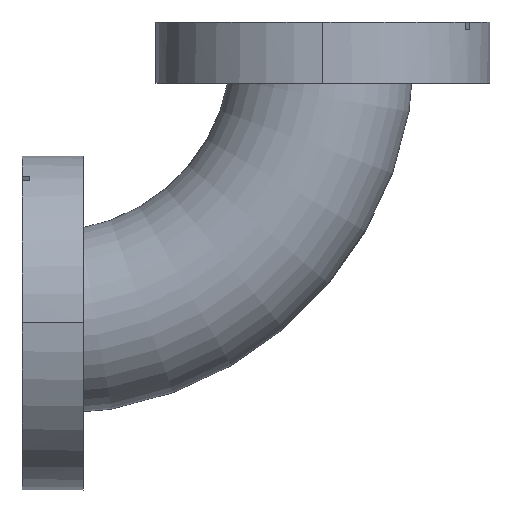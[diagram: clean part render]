
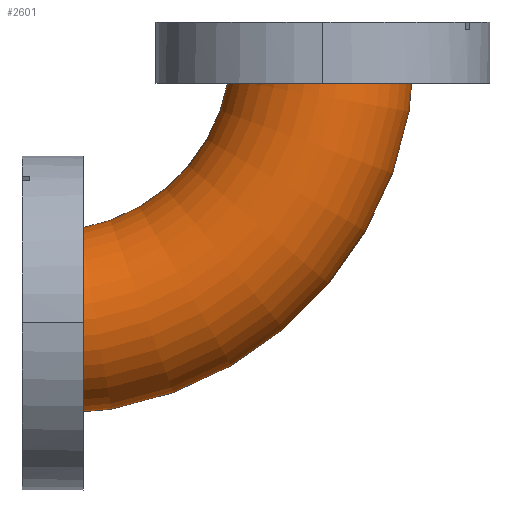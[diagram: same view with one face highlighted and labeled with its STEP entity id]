
A CAD part, top view. The second image highlights one B-rep face of the part: STEP entity #2601.
In plain terms, the highlighted toroidal (fillet/blend) face has major radius 57.15 mm and minor radius 19.05 mm.
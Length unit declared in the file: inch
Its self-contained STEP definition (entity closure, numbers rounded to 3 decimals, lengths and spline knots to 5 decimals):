
#12 = DIRECTION ( 'NONE',  ( 0., 0., -1. ) ) ;
#39 = TOROIDAL_SURFACE ( 'NONE', #2524, 2.25, 0.75 ) ;
#58 = CARTESIAN_POINT ( 'NONE',  ( 0., 0., 0. ) ) ;
#138 = DIRECTION ( 'NONE',  ( 1., 0., 0. ) ) ;
#188 = EDGE_CURVE ( 'NONE', #1504, #1281, #2527, .T. ) ;
#248 = AXIS2_PLACEMENT_3D ( 'NONE', #1986, #1772, #2175 ) ;
#265 = ORIENTED_EDGE ( 'NONE', *, *, #1755, .F. ) ;
#358 = DIRECTION ( 'NONE',  ( -1., 0., 0. ) ) ;
#467 = CARTESIAN_POINT ( 'NONE',  ( 0.75, 0., 0. ) ) ;
#665 = AXIS2_PLACEMENT_3D ( 'NONE', #1501, #2083, #1709 ) ;
#759 = DIRECTION ( 'NONE',  ( 0., 0., 1. ) ) ;
#866 = VERTEX_POINT ( 'NONE', #868 ) ;
#868 = CARTESIAN_POINT ( 'NONE',  ( 2.25, 0., -1.5 ) ) ;
#1044 = AXIS2_PLACEMENT_3D ( 'NONE', #2375, #358, #759 ) ;
#1193 = ORIENTED_EDGE ( 'NONE', *, *, #2061, .T. ) ;
#1228 = CARTESIAN_POINT ( 'NONE',  ( 2.25, 0., -3. ) ) ;
#1250 = CIRCLE ( 'NONE', #248, 3. ) ;
#1281 = VERTEX_POINT ( 'NONE', #467 ) ;
#1294 = ORIENTED_EDGE ( 'NONE', *, *, #1408, .T. ) ;
#1408 = EDGE_CURVE ( 'NONE', #1615, #866, #2481, .T. ) ;
#1428 = CARTESIAN_POINT ( 'NONE',  ( -0.75, 0., 0. ) ) ;
#1501 = CARTESIAN_POINT ( 'NONE',  ( 2.25, 0., 0. ) ) ;
#1504 = VERTEX_POINT ( 'NONE', #1428 ) ;
#1587 = EDGE_LOOP ( 'NONE', ( #2491, #1193, #1294, #265 ) ) ;
#1615 = VERTEX_POINT ( 'NONE', #1228 ) ;
#1637 = DIRECTION ( 'NONE',  ( 0., -1., 0. ) ) ;
#1709 = DIRECTION ( 'NONE',  ( 0., 0., -1. ) ) ;
#1710 = CIRCLE ( 'NONE', #665, 1.5 ) ;
#1755 = EDGE_CURVE ( 'NONE', #1281, #866, #1710, .T. ) ;
#1772 = DIRECTION ( 'NONE',  ( 0., -1., 0. ) ) ;
#1986 = CARTESIAN_POINT ( 'NONE',  ( 2.25, 0., 0. ) ) ;
#2019 = FACE_OUTER_BOUND ( 'NONE', #1587, .T. ) ;
#2061 = EDGE_CURVE ( 'NONE', #1504, #1615, #1250, .T. ) ;
#2083 = DIRECTION ( 'NONE',  ( 0., -1., 0. ) ) ;
#2147 = AXIS2_PLACEMENT_3D ( 'NONE', #58, #2380, #138 ) ;
#2175 = DIRECTION ( 'NONE',  ( 0., 0., -1. ) ) ;
#2196 = CARTESIAN_POINT ( 'NONE',  ( 2.25, 0., 0. ) ) ;
#2375 = CARTESIAN_POINT ( 'NONE',  ( 2.25, 0., -2.25 ) ) ;
#2380 = DIRECTION ( 'NONE',  ( 0., 0., 1. ) ) ;
#2481 = CIRCLE ( 'NONE', #1044, 0.75 ) ;
#2491 = ORIENTED_EDGE ( 'NONE', *, *, #188, .F. ) ;
#2524 = AXIS2_PLACEMENT_3D ( 'NONE', #2196, #1637, #12 ) ;
#2527 = CIRCLE ( 'NONE', #2147, 0.75 ) ;
#2601 = ADVANCED_FACE ( 'NONE', ( #2019 ), #39, .T. ) ;
